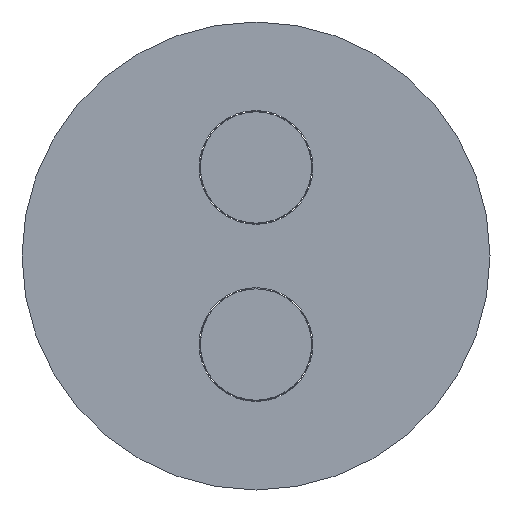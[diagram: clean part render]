
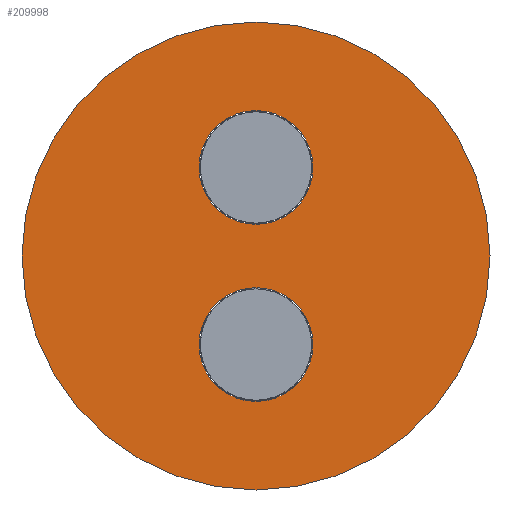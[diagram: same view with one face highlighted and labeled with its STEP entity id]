
A CAD part, front view. The second image highlights one B-rep face of the part: STEP entity #209998.
In plain terms, the highlighted planar face has unit normal (0, -1, 0).
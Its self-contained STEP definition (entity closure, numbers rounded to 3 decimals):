
#209905=CARTESIAN_POINT('Vertex',(-92.5,0.,0.)) ;
#209910=CARTESIAN_POINT('Axis2P3D Location',(0.,0.,0.)) ;
#209914=CARTESIAN_POINT('Vertex',(92.5,0.,0.)) ;
#209936=CARTESIAN_POINT('Axis2P3D Location',(0.,0.,0.)) ;
#209953=CARTESIAN_POINT('Axis2P3D Location',(0.,0.,0.)) ;
#209962=CARTESIAN_POINT('Axis2P3D Location',(0.,0.,35.)) ;
#209966=CARTESIAN_POINT('Vertex',(-22.5,0.,35.)) ;
#209968=CARTESIAN_POINT('Vertex',(22.5,0.,35.)) ;
#209971=CARTESIAN_POINT('Axis2P3D Location',(0.,0.,35.)) ;
#209980=CARTESIAN_POINT('Axis2P3D Location',(0.,0.,-35.)) ;
#209984=CARTESIAN_POINT('Vertex',(-22.5,0.,-35.)) ;
#209986=CARTESIAN_POINT('Vertex',(22.5,0.,-35.)) ;
#209989=CARTESIAN_POINT('Axis2P3D Location',(0.,0.,-35.)) ;
#209911=DIRECTION('Axis2P3D Direction',(0.,1.,0.)) ;
#209937=DIRECTION('Axis2P3D Direction',(0.,1.,0.)) ;
#209954=DIRECTION('Axis2P3D Direction',(0.,1.,0.)) ;
#209955=DIRECTION('Axis2P3D XDirection',(-1.,0.,0.)) ;
#209963=DIRECTION('Axis2P3D Direction',(0.,1.,0.)) ;
#209972=DIRECTION('Axis2P3D Direction',(0.,1.,0.)) ;
#209981=DIRECTION('Axis2P3D Direction',(0.,1.,0.)) ;
#209990=DIRECTION('Axis2P3D Direction',(0.,1.,0.)) ;
#209912=AXIS2_PLACEMENT_3D('Circle Axis2P3D',#209910,#209911,$) ;
#209938=AXIS2_PLACEMENT_3D('Circle Axis2P3D',#209936,#209937,$) ;
#209956=AXIS2_PLACEMENT_3D('Plane Axis2P3D',#209953,#209954,#209955) ;
#209964=AXIS2_PLACEMENT_3D('Circle Axis2P3D',#209962,#209963,$) ;
#209973=AXIS2_PLACEMENT_3D('Circle Axis2P3D',#209971,#209972,$) ;
#209982=AXIS2_PLACEMENT_3D('Circle Axis2P3D',#209980,#209981,$) ;
#209991=AXIS2_PLACEMENT_3D('Circle Axis2P3D',#209989,#209990,$) ;
#209913=CIRCLE('generated circle',#209912,92.5) ;
#209939=CIRCLE('generated circle',#209938,92.5) ;
#209965=CIRCLE('generated circle',#209964,22.5) ;
#209974=CIRCLE('generated circle',#209973,22.5) ;
#209983=CIRCLE('generated circle',#209982,22.5) ;
#209992=CIRCLE('generated circle',#209991,22.5) ;
#209957=PLANE('',#209956) ;
#209979=FACE_BOUND('',#209976,.T.) ;
#209997=FACE_BOUND('',#209994,.T.) ;
#209916=EDGE_CURVE('',#209906,#209915,#209913,.T.) ;
#209940=EDGE_CURVE('',#209915,#209906,#209939,.T.) ;
#209970=EDGE_CURVE('',#209967,#209969,#209965,.T.) ;
#209975=EDGE_CURVE('',#209969,#209967,#209974,.T.) ;
#209988=EDGE_CURVE('',#209985,#209987,#209983,.T.) ;
#209993=EDGE_CURVE('',#209987,#209985,#209992,.T.) ;
#209959=ORIENTED_EDGE('',*,*,#209940,.F.) ;
#209960=ORIENTED_EDGE('',*,*,#209916,.F.) ;
#209977=ORIENTED_EDGE('',*,*,#209970,.T.) ;
#209978=ORIENTED_EDGE('',*,*,#209975,.T.) ;
#209995=ORIENTED_EDGE('',*,*,#209988,.T.) ;
#209996=ORIENTED_EDGE('',*,*,#209993,.T.) ;
#209958=EDGE_LOOP('',(#209959,#209960)) ;
#209976=EDGE_LOOP('',(#209977,#209978)) ;
#209994=EDGE_LOOP('',(#209995,#209996)) ;
#209906=VERTEX_POINT('',#209905) ;
#209915=VERTEX_POINT('',#209914) ;
#209967=VERTEX_POINT('',#209966) ;
#209969=VERTEX_POINT('',#209968) ;
#209985=VERTEX_POINT('',#209984) ;
#209987=VERTEX_POINT('',#209986) ;
#209998=ADVANCED_FACE('PartBody.2',(#209961,#209979,#209997),#209957,.F.) ;
#209961=FACE_OUTER_BOUND('',#209958,.T.) ;
